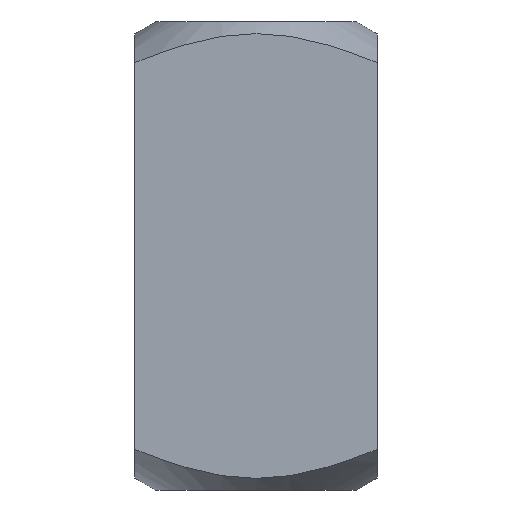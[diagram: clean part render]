
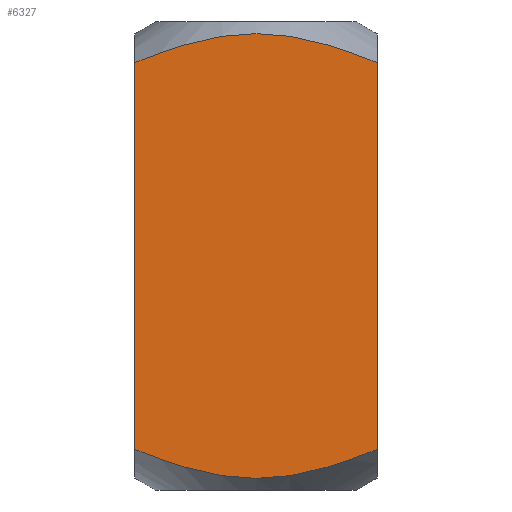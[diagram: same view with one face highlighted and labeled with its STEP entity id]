
A CAD part, front view. The second image highlights one B-rep face of the part: STEP entity #6327.
In plain terms, the highlighted planar face has unit normal (0, -1, 0).
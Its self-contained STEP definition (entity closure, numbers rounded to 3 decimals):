
#308=(
BOUNDED_CURVE()
B_SPLINE_CURVE(2,(#9733,#9734,#9735),.UNSPECIFIED.,.F.,.F.)
B_SPLINE_CURVE_WITH_KNOTS((3,3),(-18.355,-12.454),
 .UNSPECIFIED.)
CURVE()
GEOMETRIC_REPRESENTATION_ITEM()
RATIONAL_B_SPLINE_CURVE((3.512,4.24,4.24))
REPRESENTATION_ITEM('')
);
#312=(
BOUNDED_CURVE()
B_SPLINE_CURVE(2,(#9748,#9749,#9750),.UNSPECIFIED.,.F.,.F.)
B_SPLINE_CURVE_WITH_KNOTS((3,3),(-12.454,-6.553),
 .UNSPECIFIED.)
CURVE()
GEOMETRIC_REPRESENTATION_ITEM()
RATIONAL_B_SPLINE_CURVE((4.24,4.24,3.512))
REPRESENTATION_ITEM('')
);
#315=(
BOUNDED_CURVE()
B_SPLINE_CURVE(2,(#9768,#9769,#9770),.UNSPECIFIED.,.F.,.F.)
B_SPLINE_CURVE_WITH_KNOTS((3,3),(-19.076,-12.964),
 .UNSPECIFIED.)
CURVE()
GEOMETRIC_REPRESENTATION_ITEM()
RATIONAL_B_SPLINE_CURVE((3.634,4.386,4.386))
REPRESENTATION_ITEM('')
);
#317=(
BOUNDED_CURVE()
B_SPLINE_CURVE(2,(#9775,#9776,#9777),.UNSPECIFIED.,.F.,.F.)
B_SPLINE_CURVE_WITH_KNOTS((3,3),(-12.964,-6.852),
 .UNSPECIFIED.)
CURVE()
GEOMETRIC_REPRESENTATION_ITEM()
RATIONAL_B_SPLINE_CURVE((4.386,4.386,3.634))
REPRESENTATION_ITEM('')
);
#425=PLANE('',#6780);
#621=FACE_OUTER_BOUND('',#992,.T.);
#992=EDGE_LOOP('',(#4308,#4309,#4310,#4311,#4312,#4313));
#1372=LINE('',#9759,#1767);
#1375=LINE('',#9780,#1770);
#1767=VECTOR('',#7663,10.);
#1770=VECTOR('',#7672,10.);
#2556=VERTEX_POINT('',#9731);
#2557=VERTEX_POINT('',#9732);
#2560=VERTEX_POINT('',#9744);
#2562=VERTEX_POINT('',#9755);
#2564=VERTEX_POINT('',#9767);
#2565=VERTEX_POINT('',#9771);
#3204=EDGE_CURVE('',#2556,#2557,#308,.T.);
#3208=EDGE_CURVE('',#2557,#2560,#312,.T.);
#3212=EDGE_CURVE('',#2562,#2560,#1372,.T.);
#3215=EDGE_CURVE('',#2562,#2564,#315,.T.);
#3217=EDGE_CURVE('',#2564,#2565,#317,.T.);
#3219=EDGE_CURVE('',#2565,#2556,#1375,.T.);
#4308=ORIENTED_EDGE('',*,*,#3204,.T.);
#4309=ORIENTED_EDGE('',*,*,#3208,.T.);
#4310=ORIENTED_EDGE('',*,*,#3212,.F.);
#4311=ORIENTED_EDGE('',*,*,#3215,.T.);
#4312=ORIENTED_EDGE('',*,*,#3217,.T.);
#4313=ORIENTED_EDGE('',*,*,#3219,.T.);
#6327=ADVANCED_FACE('',(#621),#425,.T.);
#6780=AXIS2_PLACEMENT_3D('',#9781,#7673,#7674);
#7663=DIRECTION('',(0.,0.,-1.));
#7672=DIRECTION('',(0.,0.,-1.));
#7673=DIRECTION('center_axis',(0.,-1.,0.));
#7674=DIRECTION('ref_axis',(0.,0.,-1.));
#9731=CARTESIAN_POINT('',(-15.,-15.,-23.969));
#9732=CARTESIAN_POINT('',(0.,-15.,-27.557));
#9733=CARTESIAN_POINT('Ctrl Pts',(-15.,-15.,-23.969));
#9734=CARTESIAN_POINT('Ctrl Pts',(-6.213,-15.,-27.557));
#9735=CARTESIAN_POINT('Ctrl Pts',(0.,-15.,-27.557));
#9744=CARTESIAN_POINT('',(15.,-15.,-23.969));
#9748=CARTESIAN_POINT('Ctrl Pts',(0.,-15.,-27.557));
#9749=CARTESIAN_POINT('Ctrl Pts',(6.213,-15.,-27.557));
#9750=CARTESIAN_POINT('Ctrl Pts',(15.,-15.,-23.969));
#9755=CARTESIAN_POINT('',(15.,-15.,23.969));
#9759=CARTESIAN_POINT('',(15.,-15.,0.));
#9767=CARTESIAN_POINT('',(0.,-15.,27.557));
#9768=CARTESIAN_POINT('Ctrl Pts',(15.,-15.,23.969));
#9769=CARTESIAN_POINT('Ctrl Pts',(6.213,-15.,27.557));
#9770=CARTESIAN_POINT('Ctrl Pts',(0.,-15.,27.557));
#9771=CARTESIAN_POINT('',(-15.,-15.,23.969));
#9775=CARTESIAN_POINT('Ctrl Pts',(0.,-15.,27.557));
#9776=CARTESIAN_POINT('Ctrl Pts',(-6.213,-15.,27.557));
#9777=CARTESIAN_POINT('Ctrl Pts',(-15.,-15.,23.969));
#9780=CARTESIAN_POINT('',(-15.,-15.,0.));
#9781=CARTESIAN_POINT('Origin',(15.,-15.,0.));
